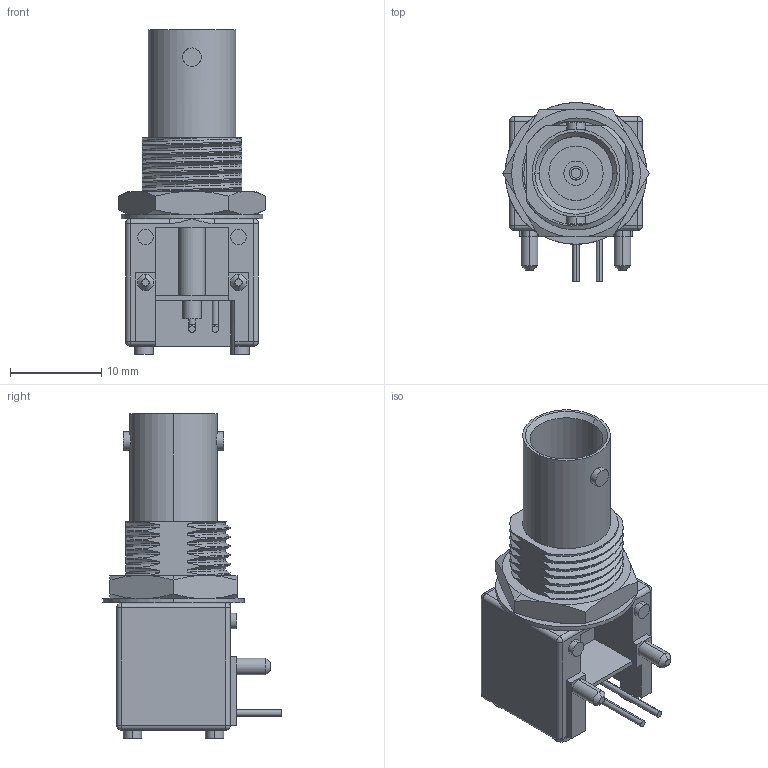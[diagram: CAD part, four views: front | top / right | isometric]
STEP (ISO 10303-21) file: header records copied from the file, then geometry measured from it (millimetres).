
FILE_DESCRIPTION (( 'STEP AP214' ), '1' );
FILE_NAME ('F00BNC-J75S0BHD-01-REF .STEP', '2025-09-22T10:07:46', ( '' ), ( '' ), 'SwSTEP 2.0', 'SolidWorks 2021', '' );
FILE_SCHEMA (( 'AUTOMOTIVE_DESIGN' ));
Products named in the file (1): F00BNC-J75S0BHD-01-REF 
Bounding box: 16.05 x 19.55 x 35.5 mm (x, y, z)
Volume: 2950.8 mm3; surface area: 3134.4 mm2
Topology: 1 solids, 1 shells, 306 faces, 869 edges, 554 vertices
Faces by surface type: cylinder 101, plane 84, bspline 84, cone 25, sphere 8, torus 4
Entity records: 33999 total; most frequent: CARTESIAN_POINT 27115, ORIENTED_EDGE 1718, DIRECTION 1131, EDGE_CURVE 859, VERTEX_POINT 554, AXIS2_PLACEMENT_3D 418, EDGE_LOOP 329, ADVANCED_FACE 306
